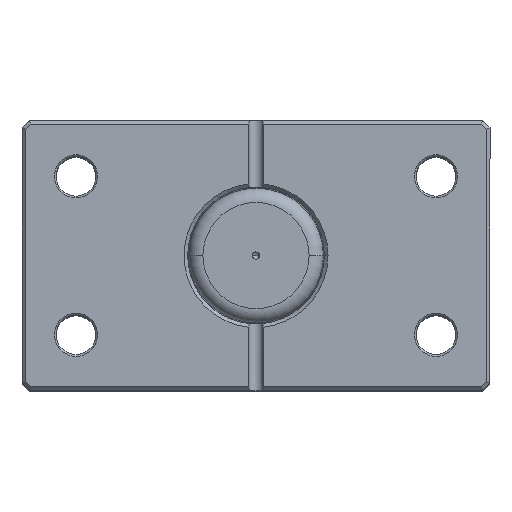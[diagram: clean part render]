
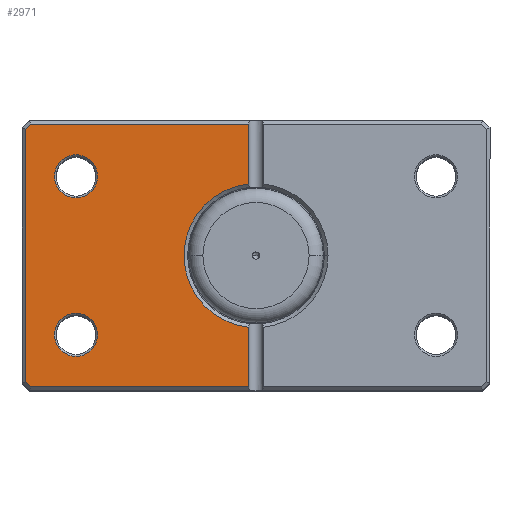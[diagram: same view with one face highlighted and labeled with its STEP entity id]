
A CAD part, top view. The second image highlights one B-rep face of the part: STEP entity #2971.
In plain terms, the highlighted face is planar.
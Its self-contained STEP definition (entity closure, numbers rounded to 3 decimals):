
#96 = EDGE_CURVE ( 'NONE', #459, #3135, #2167, .T. ) ;
#118 = VERTEX_POINT ( 'NONE', #6259 ) ;
#119 = AXIS2_PLACEMENT_3D ( 'NONE', #6168, #6205, #6213 ) ;
#127 = ORIENTED_EDGE ( 'NONE', *, *, #6273, .T. ) ;
#177 = DIRECTION ( 'NONE',  ( 1., 0., 0. ) ) ;
#275 = ORIENTED_EDGE ( 'NONE', *, *, #96, .T. ) ;
#374 = EDGE_LOOP ( 'NONE', ( #3165, #5912, #2321, #2478, #6310, #127, #4330, #3856 ) ) ;
#395 = CARTESIAN_POINT ( 'NONE',  ( 0., -36.5, 0. ) ) ;
#407 = CARTESIAN_POINT ( 'NONE',  ( 64., 0., 0. ) ) ;
#459 = VERTEX_POINT ( 'NONE', #5016 ) ;
#551 = VERTEX_POINT ( 'NONE', #3632 ) ;
#652 = DIRECTION ( 'NONE',  ( 1., 0., 0. ) ) ;
#698 = CARTESIAN_POINT ( 'NONE',  ( 50., -22., 0. ) ) ;
#739 = VECTOR ( 'NONE', #5918, 1000. ) ;
#775 = CARTESIAN_POINT ( 'NONE',  ( 2., 37.5, 0. ) ) ;
#803 = CARTESIAN_POINT ( 'NONE',  ( 62.586, -36.5, 0. ) ) ;
#1054 = CARTESIAN_POINT ( 'NONE',  ( 49.543, -49.543, 0. ) ) ;
#1086 = VECTOR ( 'NONE', #1238, 1000. ) ;
#1163 = CARTESIAN_POINT ( 'NONE',  ( 44., -22., 0. ) ) ;
#1211 = DIRECTION ( 'NONE',  ( 0., 0., 1. ) ) ;
#1238 = DIRECTION ( 'NONE',  ( 0.707, -0.707, 0. ) ) ;
#1322 = LINE ( 'NONE', #4112, #6437 ) ;
#1329 = EDGE_CURVE ( 'NONE', #5039, #3726, #4478, .T. ) ;
#1437 = CARTESIAN_POINT ( 'NONE',  ( 64., -35.086, 0. ) ) ;
#1731 = EDGE_CURVE ( 'NONE', #2640, #6092, #2477, .T. ) ;
#1815 = CARTESIAN_POINT ( 'NONE',  ( 2., -19.9, 0. ) ) ;
#2064 = EDGE_CURVE ( 'NONE', #4413, #2071, #6151, .T. ) ;
#2071 = VERTEX_POINT ( 'NONE', #1815 ) ;
#2097 = CARTESIAN_POINT ( 'NONE',  ( 44., 22., 0. ) ) ;
#2132 = CIRCLE ( 'NONE', #5348, 20. ) ;
#2134 = LINE ( 'NONE', #407, #739 ) ;
#2167 = CIRCLE ( 'NONE', #119, 6. ) ;
#2321 = ORIENTED_EDGE ( 'NONE', *, *, #6435, .T. ) ;
#2415 = CARTESIAN_POINT ( 'NONE',  ( 0., 0., 0. ) ) ;
#2462 = LINE ( 'NONE', #5208, #1086 ) ;
#2477 = LINE ( 'NONE', #1054, #3639 ) ;
#2478 = ORIENTED_EDGE ( 'NONE', *, *, #2906, .T. ) ;
#2481 = AXIS2_PLACEMENT_3D ( 'NONE', #5491, #2556, #5964 ) ;
#2556 = DIRECTION ( 'NONE',  ( 0., 0., 1. ) ) ;
#2599 = AXIS2_PLACEMENT_3D ( 'NONE', #4207, #1211, #4694 ) ;
#2640 = VERTEX_POINT ( 'NONE', #1437 ) ;
#2646 = CARTESIAN_POINT ( 'NONE',  ( 2., 36.5, 0. ) ) ;
#2904 = DIRECTION ( 'NONE',  ( 1., 0., 0. ) ) ;
#2906 = EDGE_CURVE ( 'NONE', #3874, #118, #3380, .T. ) ;
#2971 = ADVANCED_FACE ( 'NONE', ( #6367, #5071, #3778 ), #4491, .F. ) ;
#3135 = VERTEX_POINT ( 'NONE', #2097 ) ;
#3165 = ORIENTED_EDGE ( 'NONE', *, *, #2064, .T. ) ;
#3380 = LINE ( 'NONE', #3707, #5972 ) ;
#3453 = DIRECTION ( 'NONE',  ( -1., 0., 0. ) ) ;
#3595 = CARTESIAN_POINT ( 'NONE',  ( 2., -36.5, 0. ) ) ;
#3615 = EDGE_CURVE ( 'NONE', #2071, #4404, #2132, .T. ) ;
#3632 = CARTESIAN_POINT ( 'NONE',  ( 64., 35.086, 0. ) ) ;
#3636 = LINE ( 'NONE', #395, #6066 ) ;
#3639 = VECTOR ( 'NONE', #4560, 1000. ) ;
#3702 = CIRCLE ( 'NONE', #2599, 6. ) ;
#3707 = CARTESIAN_POINT ( 'NONE',  ( 0., 36.5, 0. ) ) ;
#3726 = VERTEX_POINT ( 'NONE', #6397 ) ;
#3742 = AXIS2_PLACEMENT_3D ( 'NONE', #698, #3759, #177 ) ;
#3759 = DIRECTION ( 'NONE',  ( 0., 0., 1. ) ) ;
#3778 = FACE_OUTER_BOUND ( 'NONE', #374, .T. ) ;
#3784 = CIRCLE ( 'NONE', #2481, 6. ) ;
#3807 = DIRECTION ( 'NONE',  ( 0., 1., 0. ) ) ;
#3856 = ORIENTED_EDGE ( 'NONE', *, *, #4278, .T. ) ;
#3860 = AXIS2_PLACEMENT_3D ( 'NONE', #4383, #5367, #5148 ) ;
#3874 = VERTEX_POINT ( 'NONE', #2646 ) ;
#4112 = CARTESIAN_POINT ( 'NONE',  ( 2., 37.5, 0. ) ) ;
#4207 = CARTESIAN_POINT ( 'NONE',  ( 50., 22., 0. ) ) ;
#4278 = EDGE_CURVE ( 'NONE', #6092, #4413, #3636, .T. ) ;
#4330 = ORIENTED_EDGE ( 'NONE', *, *, #1731, .T. ) ;
#4383 = CARTESIAN_POINT ( 'NONE',  ( 0., 0., 0. ) ) ;
#4404 = VERTEX_POINT ( 'NONE', #6016 ) ;
#4413 = VERTEX_POINT ( 'NONE', #3595 ) ;
#4478 = CIRCLE ( 'NONE', #3742, 6. ) ;
#4491 = PLANE ( 'NONE',  #3860 ) ;
#4560 = DIRECTION ( 'NONE',  ( -0.707, -0.707, 0. ) ) ;
#4599 = DIRECTION ( 'NONE',  ( 0., 1., 0. ) ) ;
#4694 = DIRECTION ( 'NONE',  ( 1., 0., 0. ) ) ;
#4965 = EDGE_LOOP ( 'NONE', ( #5644, #5417 ) ) ;
#5016 = CARTESIAN_POINT ( 'NONE',  ( 56., 22., 0. ) ) ;
#5039 = VERTEX_POINT ( 'NONE', #1163 ) ;
#5071 = FACE_BOUND ( 'NONE', #5413, .T. ) ;
#5104 = EDGE_CURVE ( 'NONE', #118, #551, #2462, .T. ) ;
#5148 = DIRECTION ( 'NONE',  ( 1., 0., 0. ) ) ;
#5208 = CARTESIAN_POINT ( 'NONE',  ( 49.543, 49.543, 0. ) ) ;
#5282 = ORIENTED_EDGE ( 'NONE', *, *, #5601, .T. ) ;
#5348 = AXIS2_PLACEMENT_3D ( 'NONE', #2415, #5829, #2904 ) ;
#5367 = DIRECTION ( 'NONE',  ( 0., 0., 1. ) ) ;
#5413 = EDGE_LOOP ( 'NONE', ( #5282, #275 ) ) ;
#5417 = ORIENTED_EDGE ( 'NONE', *, *, #5731, .T. ) ;
#5491 = CARTESIAN_POINT ( 'NONE',  ( 50., -22., 0. ) ) ;
#5601 = EDGE_CURVE ( 'NONE', #3135, #459, #3702, .T. ) ;
#5644 = ORIENTED_EDGE ( 'NONE', *, *, #1329, .T. ) ;
#5731 = EDGE_CURVE ( 'NONE', #3726, #5039, #3784, .T. ) ;
#5829 = DIRECTION ( 'NONE',  ( 0., 0., 1. ) ) ;
#5834 = VECTOR ( 'NONE', #3807, 1000. ) ;
#5912 = ORIENTED_EDGE ( 'NONE', *, *, #3615, .T. ) ;
#5918 = DIRECTION ( 'NONE',  ( 0., -1., 0. ) ) ;
#5964 = DIRECTION ( 'NONE',  ( 1., 0., 0. ) ) ;
#5972 = VECTOR ( 'NONE', #652, 1000. ) ;
#6016 = CARTESIAN_POINT ( 'NONE',  ( 2., 19.9, 0. ) ) ;
#6066 = VECTOR ( 'NONE', #3453, 1000. ) ;
#6092 = VERTEX_POINT ( 'NONE', #803 ) ;
#6151 = LINE ( 'NONE', #775, #5834 ) ;
#6168 = CARTESIAN_POINT ( 'NONE',  ( 50., 22., 0. ) ) ;
#6205 = DIRECTION ( 'NONE',  ( 0., 0., 1. ) ) ;
#6213 = DIRECTION ( 'NONE',  ( 1., 0., 0. ) ) ;
#6259 = CARTESIAN_POINT ( 'NONE',  ( 62.586, 36.5, 0. ) ) ;
#6273 = EDGE_CURVE ( 'NONE', #551, #2640, #2134, .T. ) ;
#6310 = ORIENTED_EDGE ( 'NONE', *, *, #5104, .T. ) ;
#6367 = FACE_BOUND ( 'NONE', #4965, .T. ) ;
#6397 = CARTESIAN_POINT ( 'NONE',  ( 56., -22., 0. ) ) ;
#6435 = EDGE_CURVE ( 'NONE', #4404, #3874, #1322, .T. ) ;
#6437 = VECTOR ( 'NONE', #4599, 1000. ) ;
